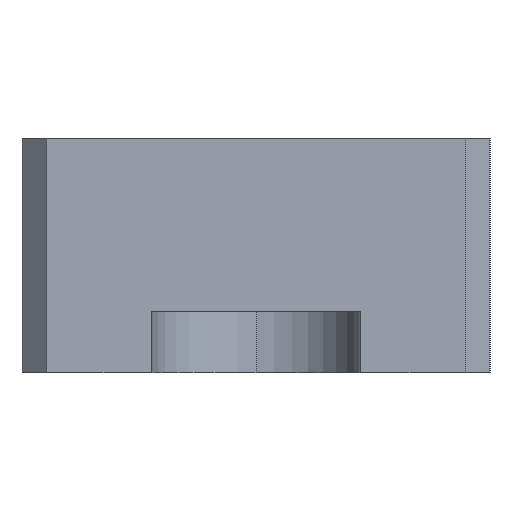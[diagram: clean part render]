
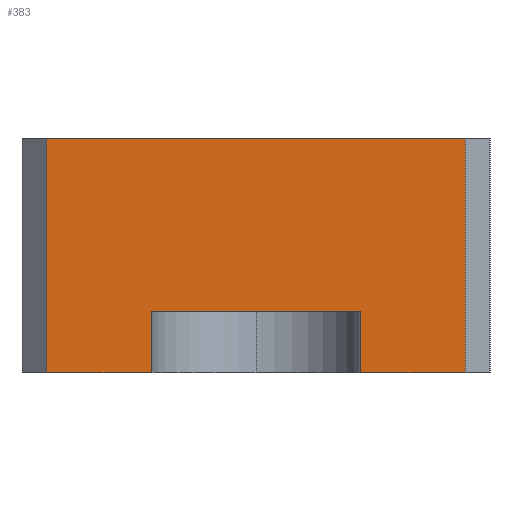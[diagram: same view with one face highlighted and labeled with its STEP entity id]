
A CAD part, left-side view. The second image highlights one B-rep face of the part: STEP entity #383.
In plain terms, the highlighted planar face has unit normal (-1, 0, 0).
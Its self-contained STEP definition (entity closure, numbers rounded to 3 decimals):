
#1 = ORIENTED_EDGE ( 'NONE', *, *, #28, .T. ) ;
#4 = VERTEX_POINT ( 'NONE', #86 ) ;
#21 = EDGE_CURVE ( 'NONE', #4, #494, #636, .T. ) ;
#28 = EDGE_CURVE ( 'NONE', #695, #555, #583, .T. ) ;
#31 = CARTESIAN_POINT ( 'NONE',  ( -62., -17., 0. ) ) ;
#42 = CARTESIAN_POINT ( 'NONE',  ( -62., -17., 0. ) ) ;
#51 = EDGE_LOOP ( 'NONE', ( #434, #461, #172, #295, #62, #1, #469, #588 ) ) ;
#62 = ORIENTED_EDGE ( 'NONE', *, *, #330, .T. ) ;
#64 = EDGE_CURVE ( 'NONE', #215, #555, #331, .T. ) ;
#86 = CARTESIAN_POINT ( 'NONE',  ( -62., -17., 19. ) ) ;
#89 = DIRECTION ( 'NONE',  ( 0., 1., 0. ) ) ;
#103 = DIRECTION ( 'NONE',  ( 0., 0., -1. ) ) ;
#104 = VECTOR ( 'NONE', #322, 1000. ) ;
#118 = CARTESIAN_POINT ( 'NONE',  ( -62., 8.5, 0. ) ) ;
#140 = VECTOR ( 'NONE', #473, 1000. ) ;
#152 = DIRECTION ( 'NONE',  ( 0., 0., -1. ) ) ;
#156 = LINE ( 'NONE', #286, #104 ) ;
#172 = ORIENTED_EDGE ( 'NONE', *, *, #297, .F. ) ;
#195 = VECTOR ( 'NONE', #604, 1000. ) ;
#196 = VECTOR ( 'NONE', #676, 1000. ) ;
#214 = LINE ( 'NONE', #546, #428 ) ;
#215 = VERTEX_POINT ( 'NONE', #118 ) ;
#239 = CARTESIAN_POINT ( 'NONE',  ( -62., 8.5, 5. ) ) ;
#245 = VECTOR ( 'NONE', #626, 1000. ) ;
#251 = FACE_OUTER_BOUND ( 'NONE', #51, .T. ) ;
#256 = CARTESIAN_POINT ( 'NONE',  ( -62., -8.5, 19. ) ) ;
#260 = CARTESIAN_POINT ( 'NONE',  ( -62., -8.5, 0. ) ) ;
#261 = VERTEX_POINT ( 'NONE', #239 ) ;
#286 = CARTESIAN_POINT ( 'NONE',  ( -62., -17., 5. ) ) ;
#295 = ORIENTED_EDGE ( 'NONE', *, *, #21, .F. ) ;
#297 = EDGE_CURVE ( 'NONE', #494, #547, #308, .T. ) ;
#305 = CARTESIAN_POINT ( 'NONE',  ( -62., -17., 19. ) ) ;
#308 = LINE ( 'NONE', #681, #556 ) ;
#322 = DIRECTION ( 'NONE',  ( 0., -1., 0. ) ) ;
#330 = EDGE_CURVE ( 'NONE', #4, #695, #414, .T. ) ;
#331 = LINE ( 'NONE', #42, #195 ) ;
#340 = VERTEX_POINT ( 'NONE', #679 ) ;
#344 = EDGE_CURVE ( 'NONE', #340, #547, #620, .T. ) ;
#367 = PLANE ( 'NONE',  #548 ) ;
#383 = ADVANCED_FACE ( 'NONE', ( #251 ), #367, .T. ) ;
#414 = LINE ( 'NONE', #305, #245 ) ;
#428 = VECTOR ( 'NONE', #152, 1000. ) ;
#434 = ORIENTED_EDGE ( 'NONE', *, *, #685, .T. ) ;
#461 = ORIENTED_EDGE ( 'NONE', *, *, #344, .T. ) ;
#467 = CARTESIAN_POINT ( 'NONE',  ( -62., -17., 19. ) ) ;
#469 = ORIENTED_EDGE ( 'NONE', *, *, #64, .F. ) ;
#473 = DIRECTION ( 'NONE',  ( 0., 0., -1. ) ) ;
#494 = VERTEX_POINT ( 'NONE', #31 ) ;
#523 = DIRECTION ( 'NONE',  ( 0., 0., -1. ) ) ;
#527 = CARTESIAN_POINT ( 'NONE',  ( -62., 17., 19. ) ) ;
#546 = CARTESIAN_POINT ( 'NONE',  ( -62., 8.5, 19. ) ) ;
#547 = VERTEX_POINT ( 'NONE', #260 ) ;
#548 = AXIS2_PLACEMENT_3D ( 'NONE', #686, #655, #103 ) ;
#555 = VERTEX_POINT ( 'NONE', #637 ) ;
#556 = VECTOR ( 'NONE', #89, 1000. ) ;
#583 = LINE ( 'NONE', #527, #140 ) ;
#588 = ORIENTED_EDGE ( 'NONE', *, *, #660, .F. ) ;
#604 = DIRECTION ( 'NONE',  ( 0., 1., 0. ) ) ;
#620 = LINE ( 'NONE', #256, #668 ) ;
#626 = DIRECTION ( 'NONE',  ( 0., 1., 0. ) ) ;
#636 = LINE ( 'NONE', #467, #196 ) ;
#637 = CARTESIAN_POINT ( 'NONE',  ( -62., 17., 0. ) ) ;
#655 = DIRECTION ( 'NONE',  ( -1., 0., 0. ) ) ;
#660 = EDGE_CURVE ( 'NONE', #261, #215, #214, .T. ) ;
#668 = VECTOR ( 'NONE', #523, 1000. ) ;
#676 = DIRECTION ( 'NONE',  ( 0., 0., -1. ) ) ;
#679 = CARTESIAN_POINT ( 'NONE',  ( -62., -8.5, 5. ) ) ;
#681 = CARTESIAN_POINT ( 'NONE',  ( -62., -17., 0. ) ) ;
#685 = EDGE_CURVE ( 'NONE', #261, #340, #156, .T. ) ;
#686 = CARTESIAN_POINT ( 'NONE',  ( -62., -17., 19. ) ) ;
#695 = VERTEX_POINT ( 'NONE', #698 ) ;
#698 = CARTESIAN_POINT ( 'NONE',  ( -62., 17., 19. ) ) ;
